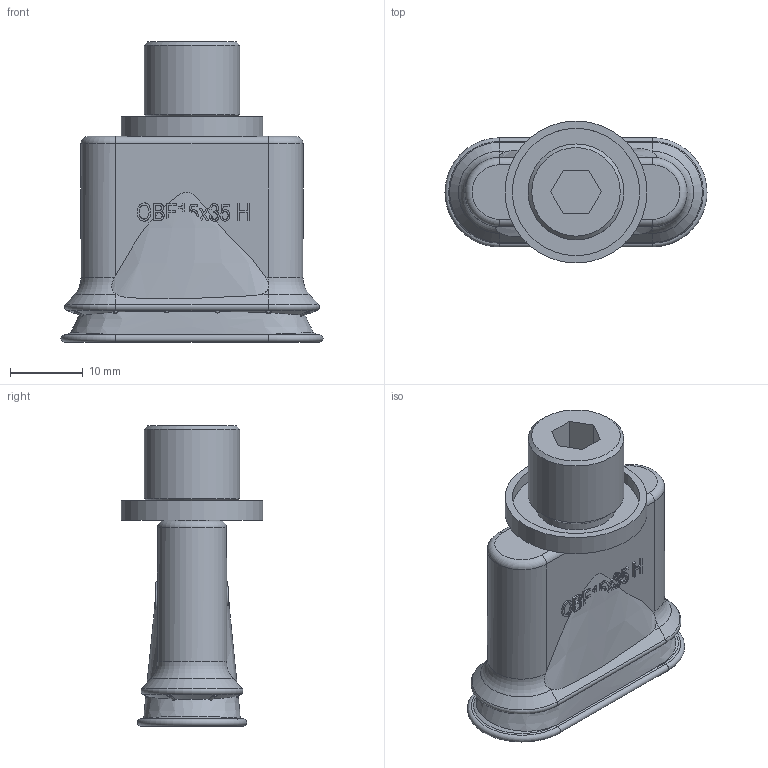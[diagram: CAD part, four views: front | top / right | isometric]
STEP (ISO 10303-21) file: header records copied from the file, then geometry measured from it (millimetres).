
FILE_DESCRIPTION( ( 'Unknown' ), '1' );
FILE_NAME( 'SE-0411050.stp', 'Unknown', ( 'Unknown' ), ( 'Unknown' ), 'PSStep 17.0.49', 'Unknown', ' ' );
FILE_SCHEMA( ( 'AUTOMOTIVE_DESIGN { 1 0 10303 214 1 1 1 1 }' ) );
Length unit declared in the file: millimetre
Products named in the file (5): Assem1; SE-0411042; SE-0411043-oa0; SE-0410972
Assembly tree (4 placements, depth 2):
  Assem1
    SE-0411042
    SE-0411043-oa0
    SE-0411043-oa0
    SE-0410972
Bounding box: 36 x 19.5 x 41.27 mm (x, y, z)
Volume: 10524.8 mm3; surface area: 5965.1 mm2
Topology: 4 solids, 8 shells, 368 faces, 974 edges, 639 vertices
Faces by surface type: plane 178, bspline 103, cylinder 44, torus 16, extrusion 15, cone 12
Full cylindrical faces by diameter (mm): 3 x2, 11 x1, 13.157 x1, 17.497 x1, 19.5 x1
Entity records: 19488 total; most frequent: CARTESIAN_POINT 8589, ORIENTED_EDGE 1918, DIRECTION 1091, EDGE_CURVE 959, VERTEX_POINT 640, B_SPLINE_CURVE_WITH_KNOTS 503, EDGE_LOOP 403, VECTOR 391
